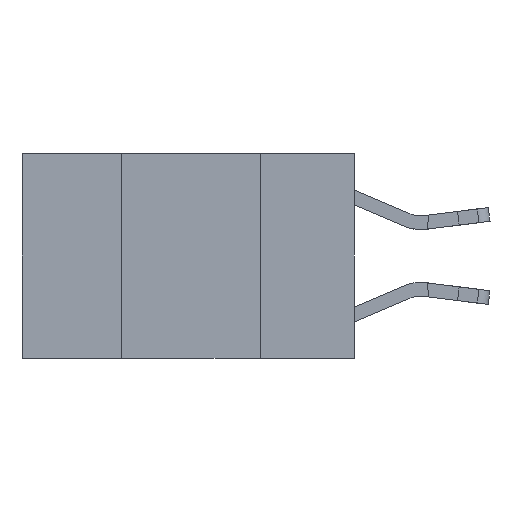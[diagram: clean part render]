
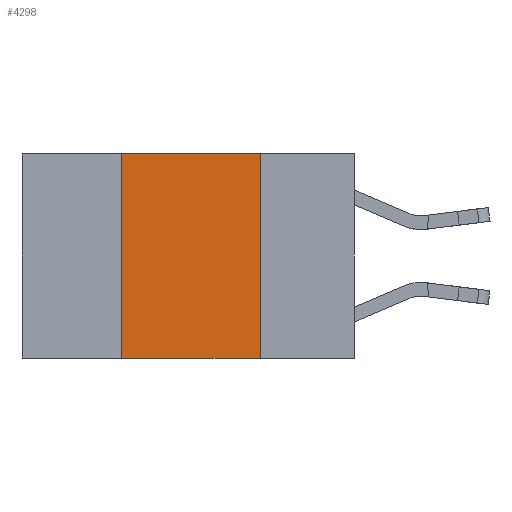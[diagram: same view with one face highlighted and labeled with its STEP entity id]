
A CAD part, left-side view. The second image highlights one B-rep face of the part: STEP entity #4298.
In plain terms, the highlighted planar face has unit normal (-1, 0, 0).
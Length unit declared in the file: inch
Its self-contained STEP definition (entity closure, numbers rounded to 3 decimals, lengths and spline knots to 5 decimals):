
#227 = DIRECTION ( 'NONE',  ( 1., 0., 0. ) ) ;
#250 = CARTESIAN_POINT ( 'NONE',  ( 0., 0.42, 0. ) ) ;
#709 = ORIENTED_EDGE ( 'NONE', *, *, #16761, .F. ) ;
#818 = VERTEX_POINT ( 'NONE', #3093 ) ;
#1032 = LINE ( 'NONE', #16193, #15603 ) ;
#1652 = VECTOR ( 'NONE', #13549, 39.37008 ) ;
#3093 = CARTESIAN_POINT ( 'NONE',  ( 0., 0.17, 0. ) ) ;
#3604 = CARTESIAN_POINT ( 'NONE',  ( 0., 0.6, -0.37 ) ) ;
#4298 = ADVANCED_FACE ( 'NONE', ( #9250 ), #23776, .F. ) ;
#6331 = LINE ( 'NONE', #15190, #17436 ) ;
#6457 = CARTESIAN_POINT ( 'NONE',  ( 0., 0.42, -0.37 ) ) ;
#7483 = EDGE_CURVE ( 'NONE', #24773, #14203, #22585, .T. ) ;
#7621 = CARTESIAN_POINT ( 'NONE',  ( 0., 0.17, 0. ) ) ;
#8286 = ORIENTED_EDGE ( 'NONE', *, *, #7483, .T. ) ;
#8400 = AXIS2_PLACEMENT_3D ( 'NONE', #19875, #227, #14058 ) ;
#8447 = ORIENTED_EDGE ( 'NONE', *, *, #19320, .F. ) ;
#8500 = LINE ( 'NONE', #7621, #13109 ) ;
#9250 = FACE_OUTER_BOUND ( 'NONE', #10999, .T. ) ;
#10436 = VERTEX_POINT ( 'NONE', #250 ) ;
#10999 = EDGE_LOOP ( 'NONE', ( #8447, #19129, #709, #8286 ) ) ;
#13109 = VECTOR ( 'NONE', #25290, 39.37008 ) ;
#13549 = DIRECTION ( 'NONE',  ( 0., -1., 0. ) ) ;
#14058 = DIRECTION ( 'NONE',  ( 0., 0., -1. ) ) ;
#14203 = VERTEX_POINT ( 'NONE', #16852 ) ;
#15190 = CARTESIAN_POINT ( 'NONE',  ( 0., 0.6, 0. ) ) ;
#15603 = VECTOR ( 'NONE', #16274, 39.37008 ) ;
#16193 = CARTESIAN_POINT ( 'NONE',  ( 0., 0.42, 0. ) ) ;
#16274 = DIRECTION ( 'NONE',  ( 0., 0., 1. ) ) ;
#16761 = EDGE_CURVE ( 'NONE', #24773, #10436, #1032, .T. ) ;
#16852 = CARTESIAN_POINT ( 'NONE',  ( 0., 0.17, -0.37 ) ) ;
#17436 = VECTOR ( 'NONE', #21039, 39.37008 ) ;
#19129 = ORIENTED_EDGE ( 'NONE', *, *, #19172, .F. ) ;
#19172 = EDGE_CURVE ( 'NONE', #10436, #818, #6331, .T. ) ;
#19320 = EDGE_CURVE ( 'NONE', #818, #14203, #8500, .T. ) ;
#19875 = CARTESIAN_POINT ( 'NONE',  ( 0., 0.6, 0. ) ) ;
#21039 = DIRECTION ( 'NONE',  ( 0., -1., 0. ) ) ;
#22585 = LINE ( 'NONE', #3604, #1652 ) ;
#23776 = PLANE ( 'NONE',  #8400 ) ;
#24773 = VERTEX_POINT ( 'NONE', #6457 ) ;
#25290 = DIRECTION ( 'NONE',  ( 0., 0., -1. ) ) ;
